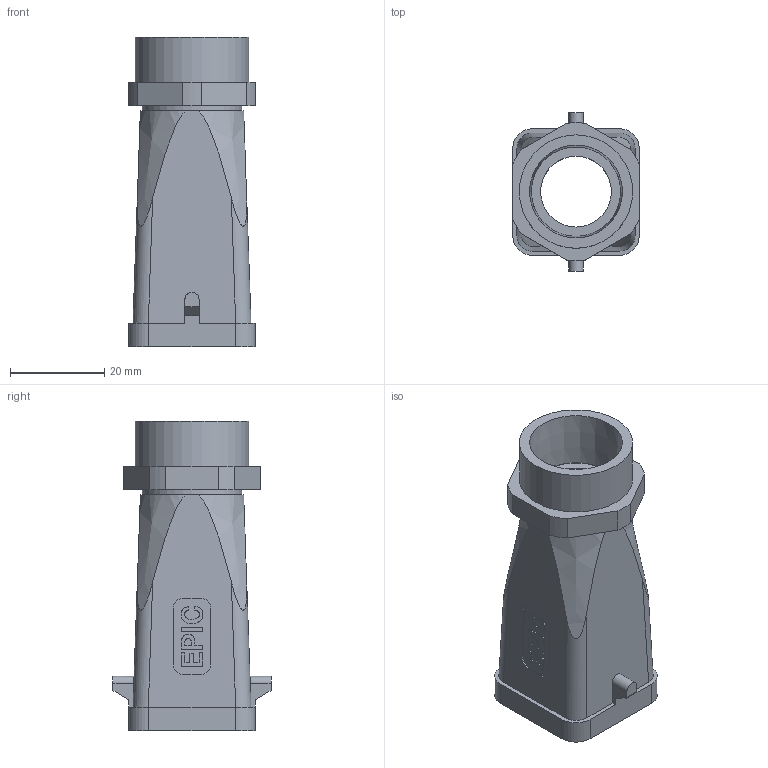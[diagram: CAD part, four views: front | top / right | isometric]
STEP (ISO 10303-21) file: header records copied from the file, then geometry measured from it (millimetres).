
FILE_DESCRIPTION( ( 'Unknown' ), '1' );
FILE_NAME( 'H_A_3_MTGV_NPT_12.stp', 'Unknown', ( 'Unknown' ), ( 'Unknown' ), 'PSStep 11.0', 'Unknown', ' ' );
FILE_SCHEMA( ( 'AUTOMOTIVE_DESIGN { 1 0 10303 214 1 1 1 1 }' ) );
Length unit declared in the file: millimetre
Products named in the file (1): 1
Bounding box: 27 x 33.5 x 65.5 mm (x, y, z)
Volume: 11830.6 mm3; surface area: 11580.4 mm2
Topology: 1 solids, 1 shells, 124 faces, 331 edges, 222 vertices
Faces by surface type: plane 80, cylinder 34, cone 6, extrusion 4
Full cylindrical faces by diameter (mm): 3.1 x1, 6.2 x1, 15 x1, 18.923 x1, 21 x1, 24 x1
Entity records: 5248 total; most frequent: CARTESIAN_POINT 1243, ORIENTED_EDGE 638, DIRECTION 572, EDGE_CURVE 319, VERTEX_POINT 217, AXIS2_PLACEMENT_3D 192, VECTOR 188, LINE 184
